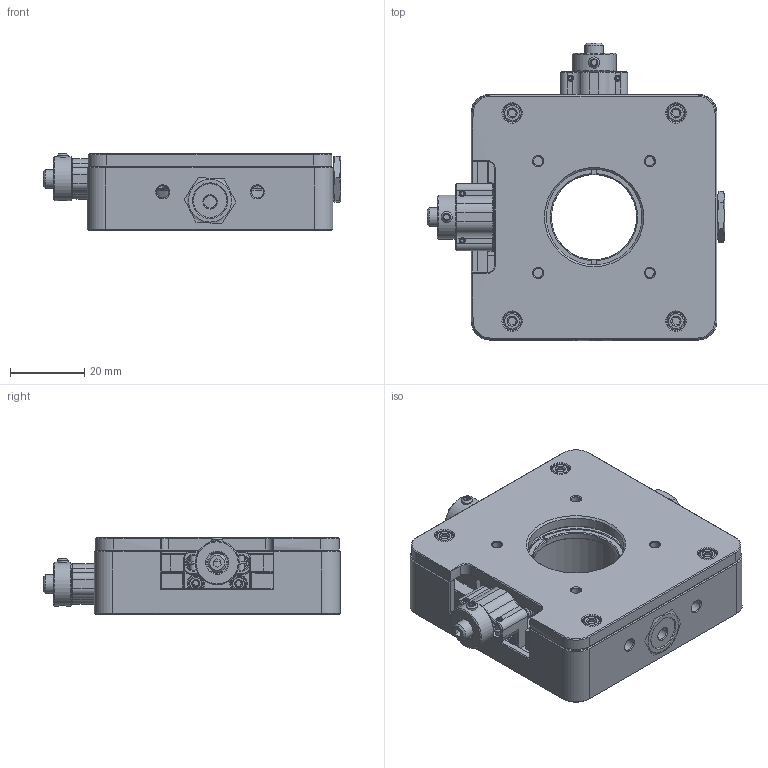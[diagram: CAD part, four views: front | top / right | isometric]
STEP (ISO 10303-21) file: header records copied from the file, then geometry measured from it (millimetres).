
FILE_DESCRIPTION (( 'STEP AP203' ), '1' );
FILE_NAME ('530110.STEP', '2025-04-27T07:00:21', ( 'Windows User' ), ( 'P R C' ), 'SwSTEP 2.0', 'SolidWorks 2020', '' );
FILE_SCHEMA (( 'CONFIG_CONTROL_DESIGN' ));
Products named in the file (1): 530110
Bounding box: 79.93 x 79.9 x 20.8 mm (x, y, z)
Surface area: 33780.2 mm2 (no closed solid volume)
Topology: 0 solids, 74 shells, 683 faces, 2267 edges, 1607 vertices
Faces by surface type: plane 349, cone 183, cylinder 128, bspline 23
Full cylindrical faces by diameter (mm): 1.5 x8, 1.6 x5, 2 x7, 2.5 x10, 3 x3, 3.3 x3, 4 x12, 4.2 x4, 4.6 x4, 5 x6, 5.75 x2, 7.62 x2, 9 x1, 9.5 x2, 11.8 x2, 22.9 x2, 25.654 x2, 28.8 x1, 38 x1
Entity records: 51377 total; most frequent: CARTESIAN_POINT 34029, DIRECTION 3284, ORIENTED_EDGE 3108, EDGE_CURVE 1944, VERTEX_POINT 1479, AXIS2_PLACEMENT_3D 1150, VECTOR 984, LINE 984
